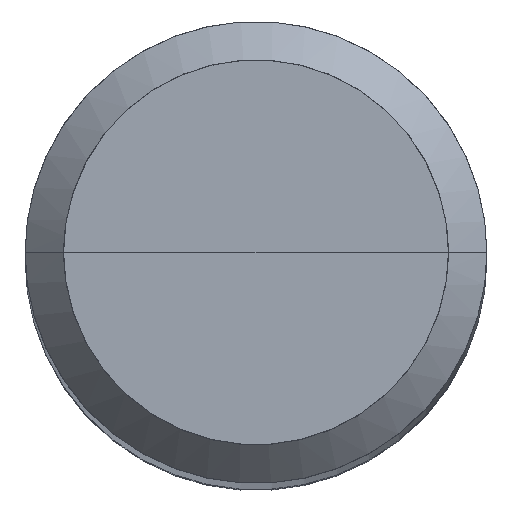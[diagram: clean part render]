
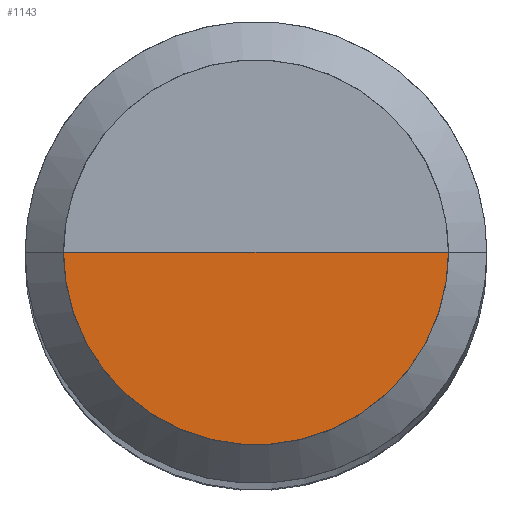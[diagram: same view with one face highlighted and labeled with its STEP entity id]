
A CAD part, top view. The second image highlights one B-rep face of the part: STEP entity #1143.
In plain terms, the highlighted free-form (B-spline) face has degree [1, 2] with [2, 5] control points.
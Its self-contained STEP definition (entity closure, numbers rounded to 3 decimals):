
#788=CARTESIAN_POINT('',(2.5,0.0,44.0));
#792=CARTESIAN_POINT('',(-2.5,0.0,44.0));
#793=CARTESIAN_POINT('',(0.0,0.0,44.0));
#800=CARTESIAN_POINT('',(-2.5,-2.5,44.0));
#801=CARTESIAN_POINT('',(0.0,-2.5,44.0));
#802=CARTESIAN_POINT('',(2.5,-2.5,44.0));
#1128=(
BOUNDED_SURFACE()
B_SPLINE_SURFACE(1,2,(
(#792,#800,#801,#802,#788),
(#793,#793,#793,#793,#793)
), .UNSPECIFIED.,.F.,.F.,.F.)
B_SPLINE_SURFACE_WITH_KNOTS((2,2),(3,2,3),(
0.0,1.0),(
0.0,0.5,1.0), .UNSPECIFIED.)
GEOMETRIC_REPRESENTATION_ITEM()
RATIONAL_B_SPLINE_SURFACE(((1.0,0.707,1.0,0.707,1.0),
(1.0,0.707,1.0,0.707,1.0)
))
REPRESENTATION_ITEM('')
SURFACE()
);
#1129=(
BOUNDED_CURVE()
B_SPLINE_CURVE(2,(#788,#802,#801,#800,#792),.UNSPECIFIED.,.F.,.F.)
B_SPLINE_CURVE_WITH_KNOTS((3,2,3),
(0.0,0.5,1.0),.UNSPECIFIED.)
CURVE()
GEOMETRIC_REPRESENTATION_ITEM()
RATIONAL_B_SPLINE_CURVE((1.0,0.707,1.0,0.707,1.0))
REPRESENTATION_ITEM('')
);
#1130=(
BOUNDED_CURVE()
B_SPLINE_CURVE(1,(#792,#793),.UNSPECIFIED.,.F.,.F.)
B_SPLINE_CURVE_WITH_KNOTS((2,2),
(0.0,1.0),.UNSPECIFIED.)
CURVE()
GEOMETRIC_REPRESENTATION_ITEM()
RATIONAL_B_SPLINE_CURVE((1.0,1.0))
REPRESENTATION_ITEM('')
);
#1131=(
BOUNDED_CURVE()
B_SPLINE_CURVE(1,(#793,#788),.UNSPECIFIED.,.F.,.F.)
B_SPLINE_CURVE_WITH_KNOTS((2,2),
(0.0,1.0),.UNSPECIFIED.)
CURVE()
GEOMETRIC_REPRESENTATION_ITEM()
RATIONAL_B_SPLINE_CURVE((1.0,1.0))
REPRESENTATION_ITEM('')
);
#1132=VERTEX_POINT('',#788);
#1133=VERTEX_POINT('',#792);
#1134=VERTEX_POINT('',#793);
#1135=EDGE_CURVE('',#1132,#1133,#1129,.T.);
#1136=EDGE_CURVE('',#1133,#1134,#1130,.T.);
#1137=EDGE_CURVE('',#1134,#1132,#1131,.T.);
#1138=ORIENTED_EDGE('',*,*,#1135,.T.);
#1139=ORIENTED_EDGE('',*,*,#1136,.T.);
#1140=ORIENTED_EDGE('',*,*,#1137,.T.);
#1141=EDGE_LOOP('',(#1138,#1139,#1140));
#1142=FACE_OUTER_BOUND('',#1141,.T.);
#1143=ADVANCED_FACE('',(#1142),#1128,.T.);
